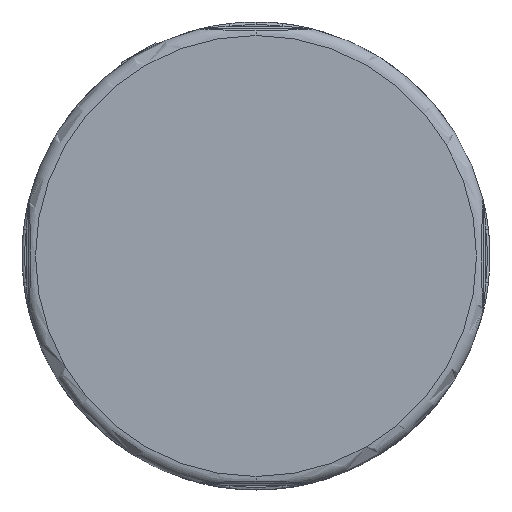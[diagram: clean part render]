
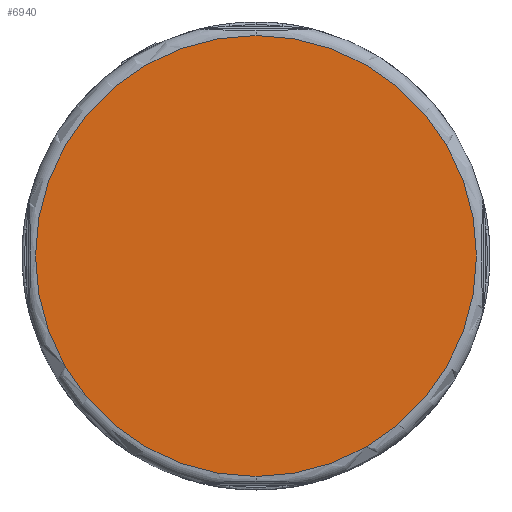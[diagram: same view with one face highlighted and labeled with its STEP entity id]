
A CAD part, front view. The second image highlights one B-rep face of the part: STEP entity #6940.
In plain terms, the highlighted planar face has unit normal (0, -1, 0).
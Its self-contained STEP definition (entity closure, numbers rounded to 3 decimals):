
#3981 = DIRECTION ( 'NONE',  ( 0., 1., 0. ) ) ;
#5421 = CARTESIAN_POINT ( 'NONE',  ( 0., 0., 0. ) ) ;
#5703 = DIRECTION ( 'NONE',  ( 0., -1., 0. ) ) ;
#6940 = ADVANCED_FACE ( 'NONE', ( #33667 ), #28649, .F. ) ;
#12389 = DIRECTION ( 'NONE',  ( 0., 0., 1. ) ) ;
#17747 = DIRECTION ( 'NONE',  ( 0., 0., 1. ) ) ;
#23577 = AXIS2_PLACEMENT_3D ( 'NONE', #28236, #41368, #54519 ) ;
#26396 = AXIS2_PLACEMENT_3D ( 'NONE', #5421, #5703, #17747 ) ;
#26715 = ORIENTED_EDGE ( 'NONE', *, *, #37326, .T. ) ;
#27278 = CIRCLE ( 'NONE', #26396, 245. ) ;
#28236 = CARTESIAN_POINT ( 'NONE',  ( 0., 0., 0. ) ) ;
#28649 = PLANE ( 'NONE',  #31360 ) ;
#30561 = CARTESIAN_POINT ( 'NONE',  ( 0., 0., 245. ) ) ;
#31360 = AXIS2_PLACEMENT_3D ( 'NONE', #37584, #3981, #12389 ) ;
#33667 = FACE_OUTER_BOUND ( 'NONE', #41696, .T. ) ;
#37326 = EDGE_CURVE ( 'NONE', #54848, #47473, #45045, .T. ) ;
#37584 = CARTESIAN_POINT ( 'NONE',  ( 0., 0., 0. ) ) ;
#38717 = EDGE_CURVE ( 'NONE', #47473, #54848, #27278, .T. ) ;
#40436 = CARTESIAN_POINT ( 'NONE',  ( 0., 0., -245. ) ) ;
#41368 = DIRECTION ( 'NONE',  ( 0., -1., 0. ) ) ;
#41696 = EDGE_LOOP ( 'NONE', ( #52652, #26715 ) ) ;
#45045 = CIRCLE ( 'NONE', #23577, 245. ) ;
#47473 = VERTEX_POINT ( 'NONE', #30561 ) ;
#52652 = ORIENTED_EDGE ( 'NONE', *, *, #38717, .T. ) ;
#54519 = DIRECTION ( 'NONE',  ( 0., 0., 1. ) ) ;
#54848 = VERTEX_POINT ( 'NONE', #40436 ) ;
